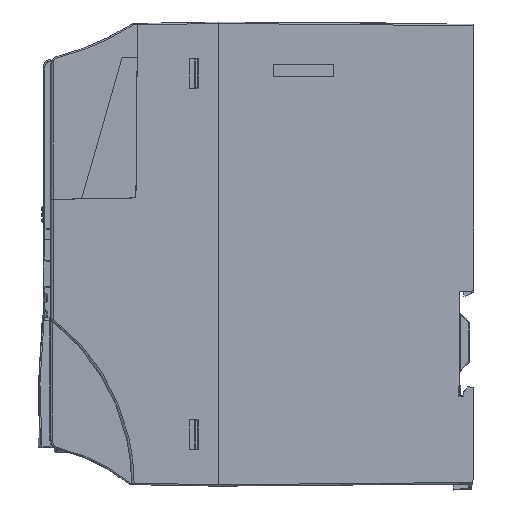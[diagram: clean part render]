
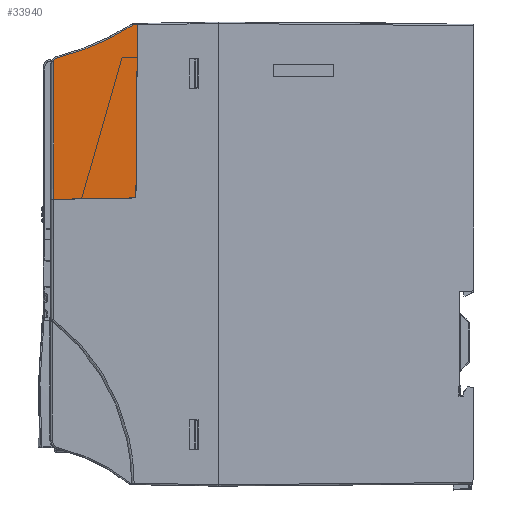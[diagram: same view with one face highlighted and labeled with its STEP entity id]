
A CAD part, left-side view. The second image highlights one B-rep face of the part: STEP entity #33940.
In plain terms, the highlighted planar face has unit normal (-1, 0.018, 0).
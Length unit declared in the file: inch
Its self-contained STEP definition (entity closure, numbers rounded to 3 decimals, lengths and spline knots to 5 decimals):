
#5055 = CARTESIAN_POINT ( 'NONE',  ( -1.3392, 1.80862, 2.62951 ) ) ;
#6372 = DIRECTION ( 'NONE',  ( 0.017, 1., -0.017 ) ) ;
#6685 = LINE ( 'NONE', #118222, #143411 ) ;
#7404 = CARTESIAN_POINT ( 'NONE',  ( -1.35783, 0.74125, 3.07043 ) ) ;
#9605 = VECTOR ( 'NONE', #112367, 39.37008 ) ;
#10018 = EDGE_CURVE ( 'NONE', #29205, #144016, #88317, .T. ) ;
#10135 = CARTESIAN_POINT ( 'NONE',  ( -1.35748, 0.76147, 0.75294 ) ) ;
#21403 = DIRECTION ( 'NONE',  ( 0., 0., 1. ) ) ;
#21679 = CARTESIAN_POINT ( 'NONE',  ( -1.35686, 0.79713, 3.06946 ) ) ;
#24427 = EDGE_CURVE ( 'NONE', #144016, #35978, #61718, .T. ) ;
#29205 = VERTEX_POINT ( 'NONE', #115217 ) ;
#30860 = LINE ( 'NONE', #108222, #96132 ) ;
#33940 = ADVANCED_FACE ( 'NONE', ( #140623 ), #41675, .T. ) ;
#35660 = CARTESIAN_POINT ( 'NONE',  ( -1.33825, 1.86289, 2.59286 ) ) ;
#35978 = VERTEX_POINT ( 'NONE', #5055 ) ;
#37899 = DIRECTION ( 'NONE',  ( 0., -0.009, 1. ) ) ;
#41675 = PLANE ( 'NONE',  #121621 ) ;
#43103 = EDGE_CURVE ( 'NONE', #59054, #35978, #77711, .T. ) ;
#46129 = CARTESIAN_POINT ( 'NONE',  ( -1.35748, 0.76147, 0.75294 ) ) ;
#47786 = CARTESIAN_POINT ( 'NONE',  ( -1.3392, 1.80862, 2.62951 ) ) ;
#49135 = ORIENTED_EDGE ( 'NONE', *, *, #24427, .F. ) ;
#49381 = EDGE_LOOP ( 'NONE', ( #140986, #142901, #138521, #49135, #113506, #86401 ) ) ;
#55175 = VERTEX_POINT ( 'NONE', #10135 ) ;
#59054 = VERTEX_POINT ( 'NONE', #108053 ) ;
#59485 = CARTESIAN_POINT ( 'NONE',  ( -1.34233, 1.62964, 2.67614 ) ) ;
#61718 = B_SPLINE_CURVE_WITH_KNOTS ( 'NONE', 3,
 ( #68598, #116203, #81987, #47786 ),
 .UNSPECIFIED., .F., .F.,
 ( 4, 4 ),
 ( 0., 1. ),
 .UNSPECIFIED. ) ;
#63931 = VERTEX_POINT ( 'NONE', #7404 ) ;
#66793 = EDGE_CURVE ( 'NONE', #55175, #63931, #6685, .T. ) ;
#68598 = CARTESIAN_POINT ( 'NONE',  ( -1.33825, 1.86289, 2.59286 ) ) ;
#70604 = CARTESIAN_POINT ( 'NONE',  ( -1.3392, 1.80862, 2.62951 ) ) ;
#77711 = B_SPLINE_CURVE_WITH_KNOTS ( 'NONE', 3,
 ( #21679, #101216, #139794, #116765, #59485, #70604 ),
 .UNSPECIFIED., .F., .F.,
 ( 4, 2, 4 ),
 ( 0., 0.5, 1. ),
 .UNSPECIFIED. ) ;
#81987 = CARTESIAN_POINT ( 'NONE',  ( -1.33882, 1.83026, 2.62397 ) ) ;
#84097 = CARTESIAN_POINT ( 'NONE',  ( -1.33758, 1.90157, 0.69291 ) ) ;
#84531 = VECTOR ( 'NONE', #21403, 39.37008 ) ;
#84836 = DIRECTION ( 'NONE',  ( -1., 0.017, 0. ) ) ;
#86401 = ORIENTED_EDGE ( 'NONE', *, *, #106911, .F. ) ;
#88317 = LINE ( 'NONE', #135154, #84531 ) ;
#96132 = VECTOR ( 'NONE', #6372, 39.37008 ) ;
#101216 = CARTESIAN_POINT ( 'NONE',  ( -1.35413, 0.95326, 2.97033 ) ) ;
#106911 = EDGE_CURVE ( 'NONE', #55175, #29205, #110912, .T. ) ;
#108053 = CARTESIAN_POINT ( 'NONE',  ( -1.35686, 0.79713, 3.06946 ) ) ;
#108222 = CARTESIAN_POINT ( 'NONE',  ( -1.35783, 0.74125, 3.07043 ) ) ;
#110912 = LINE ( 'NONE', #46129, #9605 ) ;
#112367 = DIRECTION ( 'NONE',  ( 0.017, 1., -0.017 ) ) ;
#113506 = ORIENTED_EDGE ( 'NONE', *, *, #10018, .F. ) ;
#115217 = CARTESIAN_POINT ( 'NONE',  ( -1.33825, 1.86289, 0.73371 ) ) ;
#116203 = CARTESIAN_POINT ( 'NONE',  ( -1.33849, 1.84959, 2.61081 ) ) ;
#116765 = CARTESIAN_POINT ( 'NONE',  ( -1.34537, 1.45534, 2.73634 ) ) ;
#118222 = CARTESIAN_POINT ( 'NONE',  ( -1.35748, 0.76147, 0.75294 ) ) ;
#121621 = AXIS2_PLACEMENT_3D ( 'NONE', #84097, #84836, #129476 ) ;
#126726 = EDGE_CURVE ( 'NONE', #63931, #59054, #30860, .T. ) ;
#129476 = DIRECTION ( 'NONE',  ( -0.017, -1., 0. ) ) ;
#135154 = CARTESIAN_POINT ( 'NONE',  ( -1.33825, 1.86289, 0.69291 ) ) ;
#138521 = ORIENTED_EDGE ( 'NONE', *, *, #43103, .T. ) ;
#139794 = CARTESIAN_POINT ( 'NONE',  ( -1.35129, 1.11615, 2.88387 ) ) ;
#140623 = FACE_OUTER_BOUND ( 'NONE', #49381, .T. ) ;
#140986 = ORIENTED_EDGE ( 'NONE', *, *, #66793, .T. ) ;
#142901 = ORIENTED_EDGE ( 'NONE', *, *, #126726, .T. ) ;
#143411 = VECTOR ( 'NONE', #37899, 39.37008 ) ;
#144016 = VERTEX_POINT ( 'NONE', #35660 ) ;
